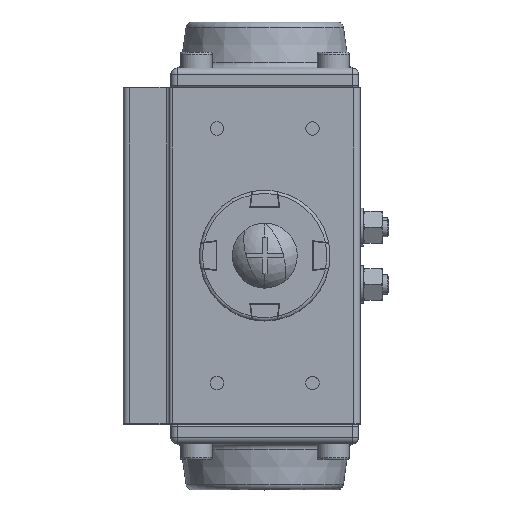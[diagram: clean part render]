
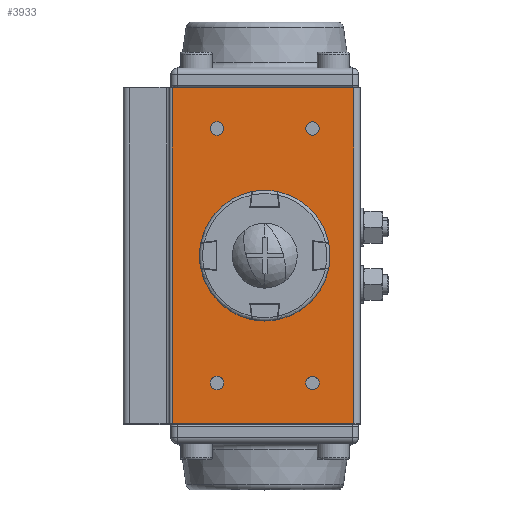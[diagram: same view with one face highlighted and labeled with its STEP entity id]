
A CAD part, top view. The second image highlights one B-rep face of the part: STEP entity #3933.
In plain terms, the highlighted planar face has unit normal (0, 0, 1).
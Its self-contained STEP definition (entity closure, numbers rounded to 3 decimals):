
#3794=CARTESIAN_POINT('',(28.,53.,95.));
#3795=DIRECTION('',(0.,0.,-1.));
#3796=DIRECTION('',(0.,-1.,-0.));
#3797=AXIS2_PLACEMENT_3D('',#3794,#3795,#3796);
#3798=PLANE('',#3797);
#3799=CARTESIAN_POINT('',(15.,-37.9,95.));
#3800=VERTEX_POINT('',#3799);
#3801=CARTESIAN_POINT('',(15.,-42.1,95.));
#3802=VERTEX_POINT('',#3801);
#3803=CARTESIAN_POINT('',(15.,-40.,95.));
#3804=DIRECTION('',(0.,-0.,1.));
#3805=DIRECTION('',(0.,1.,0.));
#3806=AXIS2_PLACEMENT_3D('',#3803,#3804,#3805);
#3807=CIRCLE('',#3806,2.1);
#3808=EDGE_CURVE('NONE',#3800,#3802,#3807,.T.);
#3809=ORIENTED_EDGE('',*,*,#3808,.F.);
#3810=CARTESIAN_POINT('',(15.,-40.,95.));
#3811=DIRECTION('',(0.,-0.,1.));
#3812=DIRECTION('',(0.,1.,0.));
#3813=AXIS2_PLACEMENT_3D('',#3810,#3811,#3812);
#3814=CIRCLE('',#3813,2.1);
#3815=EDGE_CURVE('NONE',#3802,#3800,#3814,.T.);
#3816=ORIENTED_EDGE('',*,*,#3815,.F.);
#3817=EDGE_LOOP('',(#3809,#3816));
#3818=FACE_BOUND('',#3817,.T.);
#3819=CARTESIAN_POINT('',(-15.,-37.9,95.));
#3820=VERTEX_POINT('',#3819);
#3821=CARTESIAN_POINT('',(-15.,-42.1,95.));
#3822=VERTEX_POINT('',#3821);
#3823=CARTESIAN_POINT('',(-15.,-40.,95.));
#3824=DIRECTION('',(0.,-0.,1.));
#3825=DIRECTION('',(0.,1.,0.));
#3826=AXIS2_PLACEMENT_3D('',#3823,#3824,#3825);
#3827=CIRCLE('',#3826,2.1);
#3828=EDGE_CURVE('NONE',#3820,#3822,#3827,.T.);
#3829=ORIENTED_EDGE('',*,*,#3828,.F.);
#3830=CARTESIAN_POINT('',(-15.,-40.,95.));
#3831=DIRECTION('',(0.,-0.,1.));
#3832=DIRECTION('',(0.,1.,0.));
#3833=AXIS2_PLACEMENT_3D('',#3830,#3831,#3832);
#3834=CIRCLE('',#3833,2.1);
#3835=EDGE_CURVE('NONE',#3822,#3820,#3834,.T.);
#3836=ORIENTED_EDGE('',*,*,#3835,.F.);
#3837=EDGE_LOOP('',(#3829,#3836));
#3838=FACE_BOUND('',#3837,.T.);
#3839=CARTESIAN_POINT('',(-15.,42.1,95.));
#3840=VERTEX_POINT('',#3839);
#3841=CARTESIAN_POINT('',(-15.,37.9,95.));
#3842=VERTEX_POINT('',#3841);
#3843=CARTESIAN_POINT('',(-15.,40.,95.));
#3844=DIRECTION('',(0.,-0.,1.));
#3845=DIRECTION('',(0.,1.,0.));
#3846=AXIS2_PLACEMENT_3D('',#3843,#3844,#3845);
#3847=CIRCLE('',#3846,2.1);
#3848=EDGE_CURVE('NONE',#3840,#3842,#3847,.T.);
#3849=ORIENTED_EDGE('',*,*,#3848,.F.);
#3850=CARTESIAN_POINT('',(-15.,40.,95.));
#3851=DIRECTION('',(0.,-0.,1.));
#3852=DIRECTION('',(0.,1.,0.));
#3853=AXIS2_PLACEMENT_3D('',#3850,#3851,#3852);
#3854=CIRCLE('',#3853,2.1);
#3855=EDGE_CURVE('NONE',#3842,#3840,#3854,.T.);
#3856=ORIENTED_EDGE('',*,*,#3855,.F.);
#3857=EDGE_LOOP('',(#3849,#3856));
#3858=FACE_BOUND('',#3857,.T.);
#3859=CARTESIAN_POINT('',(15.,42.1,95.));
#3860=VERTEX_POINT('',#3859);
#3861=CARTESIAN_POINT('',(15.,37.9,95.));
#3862=VERTEX_POINT('',#3861);
#3863=CARTESIAN_POINT('',(15.,40.,95.));
#3864=DIRECTION('',(0.,-0.,1.));
#3865=DIRECTION('',(0.,1.,0.));
#3866=AXIS2_PLACEMENT_3D('',#3863,#3864,#3865);
#3867=CIRCLE('',#3866,2.1);
#3868=EDGE_CURVE('NONE',#3860,#3862,#3867,.T.);
#3869=ORIENTED_EDGE('',*,*,#3868,.F.);
#3870=CARTESIAN_POINT('',(15.,40.,95.));
#3871=DIRECTION('',(0.,-0.,1.));
#3872=DIRECTION('',(0.,1.,0.));
#3873=AXIS2_PLACEMENT_3D('',#3870,#3871,#3872);
#3874=CIRCLE('',#3873,2.1);
#3875=EDGE_CURVE('NONE',#3862,#3860,#3874,.T.);
#3876=ORIENTED_EDGE('',*,*,#3875,.F.);
#3877=EDGE_LOOP('',(#3869,#3876));
#3878=FACE_BOUND('',#3877,.T.);
#3879=CARTESIAN_POINT('',(-29.,52.787,95.));
#3880=VERTEX_POINT('',#3879);
#3881=CARTESIAN_POINT('',(-29.,-52.786,95.));
#3882=VERTEX_POINT('',#3881);
#3883=CARTESIAN_POINT('',(-29.,52.787,95.));
#3884=DIRECTION('',(0.,-1.,-0.));
#3885=VECTOR('',#3884,105.573);
#3886=LINE('',#3883,#3885);
#3887=EDGE_CURVE('',#3880,#3882,#3886,.T.);
#3888=ORIENTED_EDGE('',*,*,#3887,.T.);
#3889=CARTESIAN_POINT('',(28.,-52.786,95.));
#3890=VERTEX_POINT('',#3889);
#3891=CARTESIAN_POINT('',(-29.,-52.786,95.));
#3892=DIRECTION('',(1.,0.,-0.));
#3893=VECTOR('',#3892,57.);
#3894=LINE('',#3891,#3893);
#3895=EDGE_CURVE('',#3882,#3890,#3894,.T.);
#3896=ORIENTED_EDGE('',*,*,#3895,.T.);
#3897=CARTESIAN_POINT('',(28.,52.787,95.));
#3898=VERTEX_POINT('',#3897);
#3899=CARTESIAN_POINT('',(28.,52.787,95.));
#3900=DIRECTION('',(0.,-1.,-0.));
#3901=VECTOR('',#3900,105.573);
#3902=LINE('',#3899,#3901);
#3903=EDGE_CURVE('',#3898,#3890,#3902,.T.);
#3904=ORIENTED_EDGE('',*,*,#3903,.F.);
#3905=CARTESIAN_POINT('',(28.,52.787,95.));
#3906=DIRECTION('',(-1.,-0.,0.));
#3907=VECTOR('',#3906,57.);
#3908=LINE('',#3905,#3907);
#3909=EDGE_CURVE('',#3898,#3880,#3908,.T.);
#3910=ORIENTED_EDGE('',*,*,#3909,.T.);
#3911=EDGE_LOOP('',(#3888,#3896,#3904,#3910));
#3912=FACE_BOUND('',#3911,.T.);
#3913=CARTESIAN_POINT('',(0.,7.,95.));
#3914=VERTEX_POINT('',#3913);
#3915=CARTESIAN_POINT('',(0.,-7.,95.));
#3916=VERTEX_POINT('',#3915);
#3917=CARTESIAN_POINT('',(0.,0.,95.));
#3918=DIRECTION('',(0.,0.,-1.));
#3919=DIRECTION('',(0.,1.,0.));
#3920=AXIS2_PLACEMENT_3D('',#3917,#3918,#3919);
#3921=CIRCLE('',#3920,7.);
#3922=EDGE_CURVE('',#3914,#3916,#3921,.T.);
#3923=ORIENTED_EDGE('',*,*,#3922,.T.);
#3924=CARTESIAN_POINT('',(0.,0.,95.));
#3925=DIRECTION('',(0.,0.,-1.));
#3926=DIRECTION('',(0.,1.,0.));
#3927=AXIS2_PLACEMENT_3D('',#3924,#3925,#3926);
#3928=CIRCLE('',#3927,7.);
#3929=EDGE_CURVE('',#3916,#3914,#3928,.T.);
#3930=ORIENTED_EDGE('',*,*,#3929,.T.);
#3931=EDGE_LOOP('',(#3923,#3930));
#3932=FACE_BOUND('',#3931,.T.);
#3933=ADVANCED_FACE('',(#3818,#3838,#3858,#3878,#3912,#3932),#3798,.F.);
